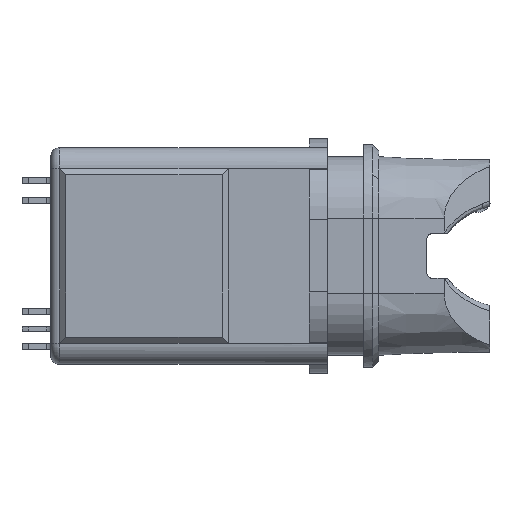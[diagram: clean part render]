
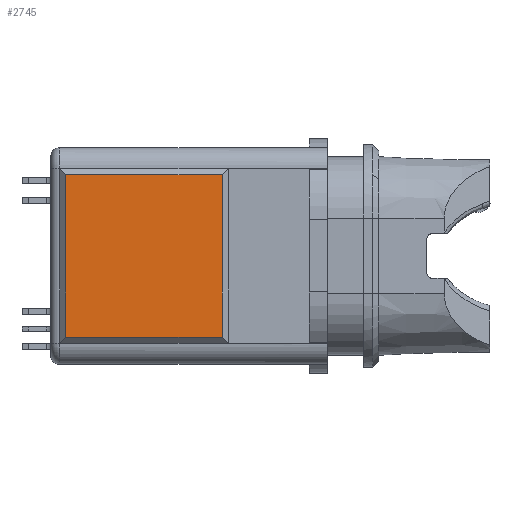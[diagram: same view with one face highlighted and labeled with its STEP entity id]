
A CAD part, top view. The second image highlights one B-rep face of the part: STEP entity #2745.
In plain terms, the highlighted planar face has unit normal (0, 0, 1).
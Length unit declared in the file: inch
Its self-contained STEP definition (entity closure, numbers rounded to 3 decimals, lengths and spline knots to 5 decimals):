
#375 = LINE ( 'NONE', #10717, #4507 ) ;
#751 = AXIS2_PLACEMENT_3D ( 'NONE', #2489, #2599, #7096 ) ;
#1071 = LINE ( 'NONE', #12599, #3438 ) ;
#1202 = VERTEX_POINT ( 'NONE', #1433 ) ;
#1433 = CARTESIAN_POINT ( 'NONE',  ( -0.40551, -0.1063, 0.08858 ) ) ;
#2230 = EDGE_CURVE ( 'NONE', #9721, #11985, #8321, .T. ) ;
#2359 = FACE_OUTER_BOUND ( 'NONE', #7405, .T. ) ;
#2489 = CARTESIAN_POINT ( 'NONE',  ( 0., 0., 0.08858 ) ) ;
#2599 = DIRECTION ( 'NONE',  ( 0., 0., 1. ) ) ;
#2745 = ADVANCED_FACE ( 'NONE', ( #2359 ), #2977, .T. ) ;
#2784 = DIRECTION ( 'NONE',  ( 1., 0., 0. ) ) ;
#2966 = CARTESIAN_POINT ( 'NONE',  ( -0.40551, 0., 0.08858 ) ) ;
#2977 = PLANE ( 'NONE',  #751 ) ;
#3360 = CARTESIAN_POINT ( 'NONE',  ( -0.40551, 0.1063, 0.08858 ) ) ;
#3438 = VECTOR ( 'NONE', #10491, 39.37008 ) ;
#3564 = EDGE_CURVE ( 'NONE', #9638, #9721, #1071, .T. ) ;
#4507 = VECTOR ( 'NONE', #2784, 39.37008 ) ;
#4880 = CARTESIAN_POINT ( 'NONE',  ( -0.61024, 0., 0.08858 ) ) ;
#7096 = DIRECTION ( 'NONE',  ( 1., 0., 0. ) ) ;
#7405 = EDGE_LOOP ( 'NONE', ( #13441, #7460, #14728, #11047 ) ) ;
#7460 = ORIENTED_EDGE ( 'NONE', *, *, #13763, .T. ) ;
#8321 = LINE ( 'NONE', #4880, #10123 ) ;
#9359 = CARTESIAN_POINT ( 'NONE',  ( -0.61024, 0.1063, 0.08858 ) ) ;
#9638 = VERTEX_POINT ( 'NONE', #3360 ) ;
#9707 = VECTOR ( 'NONE', #9985, 39.37008 ) ;
#9721 = VERTEX_POINT ( 'NONE', #9359 ) ;
#9985 = DIRECTION ( 'NONE',  ( 0., 1., 0. ) ) ;
#10123 = VECTOR ( 'NONE', #10608, 39.37008 ) ;
#10491 = DIRECTION ( 'NONE',  ( -1., 0., 0. ) ) ;
#10608 = DIRECTION ( 'NONE',  ( 0., -1., 0. ) ) ;
#10717 = CARTESIAN_POINT ( 'NONE',  ( -0.50787, -0.1063, 0.08858 ) ) ;
#11047 = ORIENTED_EDGE ( 'NONE', *, *, #2230, .T. ) ;
#11985 = VERTEX_POINT ( 'NONE', #12990 ) ;
#12058 = EDGE_CURVE ( 'NONE', #11985, #1202, #375, .T. ) ;
#12599 = CARTESIAN_POINT ( 'NONE',  ( -0.50787, 0.1063, 0.08858 ) ) ;
#12990 = CARTESIAN_POINT ( 'NONE',  ( -0.61024, -0.1063, 0.08858 ) ) ;
#13441 = ORIENTED_EDGE ( 'NONE', *, *, #12058, .T. ) ;
#13763 = EDGE_CURVE ( 'NONE', #1202, #9638, #13871, .T. ) ;
#13871 = LINE ( 'NONE', #2966, #9707 ) ;
#14728 = ORIENTED_EDGE ( 'NONE', *, *, #3564, .T. ) ;
